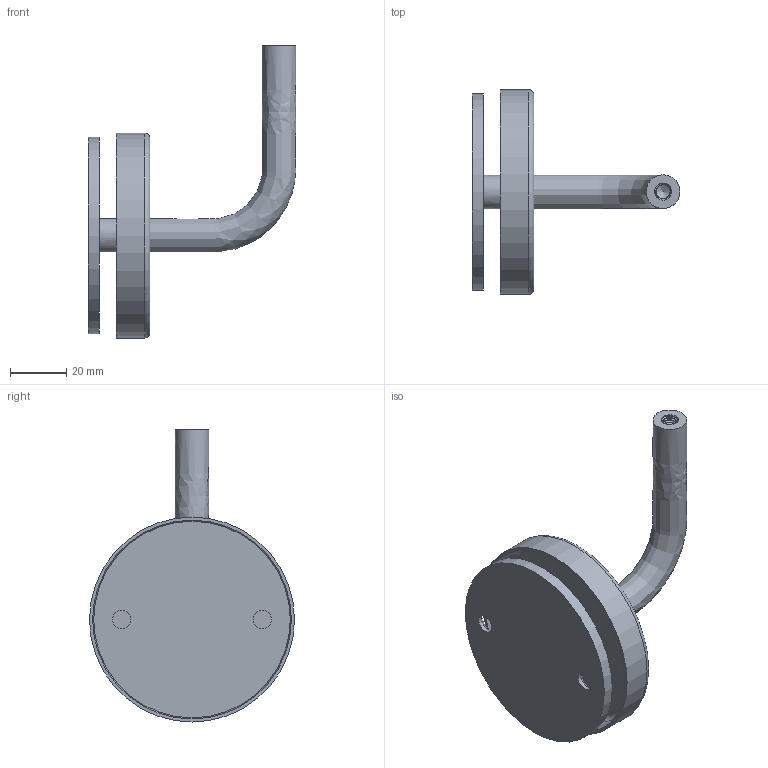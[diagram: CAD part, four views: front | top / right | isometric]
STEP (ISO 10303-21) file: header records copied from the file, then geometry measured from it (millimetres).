
FILE_DESCRIPTION(/* description */ (''),/* implementation_level */ '2;1');
FILE_NAME(/* name */ '1872_Cosch_Edelstahltechnik.stp',/* time_stamp */ '2019-01-06T20:02:43+01:00',/* author */ (''),/* organization */ (''),/* preprocessor_version */ 'ST-DEVELOPER v16',/* originating_system */ 'SIEMENS PLM Software NX 11.0',/* authorisation */ '');
FILE_SCHEMA (('AUTOMOTIVE_DESIGN { 1 0 10303 214 3 1 1 1 }'));
Length unit declared in the file: millimetre
Products named in the file (1): Goge2A28DBB0x86h
Bounding box: 74 x 73 x 104 mm (x, y, z)
Volume: 35558 mm3; surface area: 26397.2 mm2
Topology: 2 solids, 2 shells, 25 faces, 56 edges, 38 vertices
Faces by surface type: cylinder 8, plane 7, bspline 4, cone 4, torus 2
Full cylindrical faces by diameter (mm): 6.5 x2, 12.6 x1, 70 x1, 70.8 x1, 73 x1
Entity records: 4529 total; most frequent: CARTESIAN_POINT 3996, DIRECTION 93, ORIENTED_EDGE 74, EDGE_LOOP 45, AXIS2_PLACEMENT_3D 45, FACE_BOUND 39, EDGE_CURVE 37, VERTEX_POINT 31
